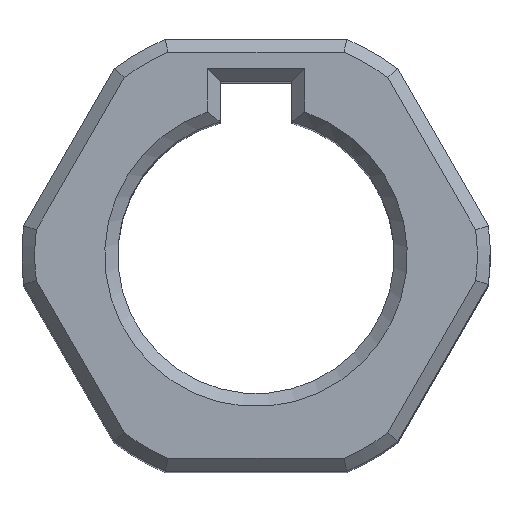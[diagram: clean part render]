
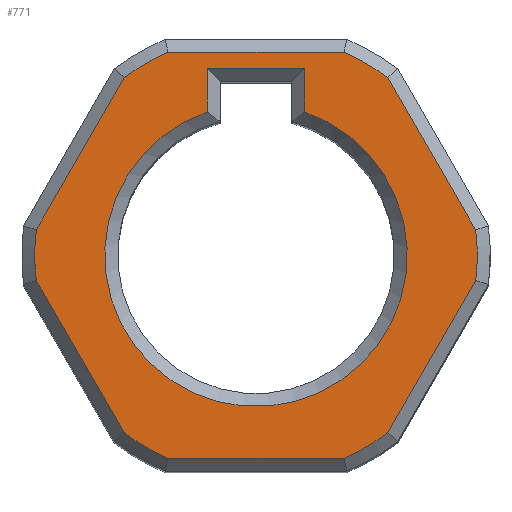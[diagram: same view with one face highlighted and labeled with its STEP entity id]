
A CAD part, top view. The second image highlights one B-rep face of the part: STEP entity #771.
In plain terms, the highlighted planar face has unit normal (0, 0, 1).
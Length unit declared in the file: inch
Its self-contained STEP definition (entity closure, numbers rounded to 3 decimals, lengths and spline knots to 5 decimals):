
#20=FACE_BOUND('',#128,.T.);
#76=FACE_OUTER_BOUND('',#127,.T.);
#127=EDGE_LOOP('',(#632,#633,#634,#635,#636,#637,#638,#639,#640,#641,#642,
#643));
#128=EDGE_LOOP('',(#644,#645,#646,#647));
#174=CIRCLE('',#858,0.25508);
#177=CIRCLE('',#863,0.25508);
#180=CIRCLE('',#868,0.25508);
#185=CIRCLE('',#875,0.25508);
#189=CIRCLE('',#881,0.25508);
#192=CIRCLE('',#886,0.25508);
#193=CIRCLE('',#891,0.17445);
#221=LINE('',#1294,#277);
#222=LINE('',#1303,#278);
#223=LINE('',#1311,#279);
#225=LINE('',#1323,#281);
#228=LINE('',#1337,#284);
#229=LINE('',#1346,#285);
#233=LINE('',#1359,#289);
#234=LINE('',#1361,#290);
#235=LINE('',#1364,#291);
#277=VECTOR('',#1036,0.3937);
#278=VECTOR('',#1049,0.3937);
#279=VECTOR('',#1060,0.3937);
#281=VECTOR('',#1074,0.3937);
#284=VECTOR('',#1089,0.3937);
#285=VECTOR('',#1102,0.3937);
#289=VECTOR('',#1120,0.3937);
#290=VECTOR('',#1121,0.3937);
#291=VECTOR('',#1124,0.3937);
#343=VERTEX_POINT('',#1292);
#344=VERTEX_POINT('',#1293);
#345=VERTEX_POINT('',#1298);
#346=VERTEX_POINT('',#1302);
#347=VERTEX_POINT('',#1306);
#348=VERTEX_POINT('',#1310);
#350=VERTEX_POINT('',#1316);
#352=VERTEX_POINT('',#1322);
#355=VERTEX_POINT('',#1330);
#357=VERTEX_POINT('',#1336);
#358=VERTEX_POINT('',#1341);
#359=VERTEX_POINT('',#1345);
#360=VERTEX_POINT('',#1357);
#361=VERTEX_POINT('',#1358);
#362=VERTEX_POINT('',#1360);
#363=VERTEX_POINT('',#1362);
#425=EDGE_CURVE('',#343,#344,#221,.T.);
#428=EDGE_CURVE('',#344,#345,#174,.T.);
#430=EDGE_CURVE('',#345,#346,#222,.T.);
#432=EDGE_CURVE('',#346,#347,#177,.T.);
#434=EDGE_CURVE('',#347,#348,#223,.T.);
#437=EDGE_CURVE('',#348,#350,#180,.T.);
#440=EDGE_CURVE('',#350,#352,#225,.T.);
#444=EDGE_CURVE('',#352,#355,#185,.T.);
#447=EDGE_CURVE('',#355,#357,#228,.T.);
#450=EDGE_CURVE('',#357,#358,#189,.T.);
#452=EDGE_CURVE('',#358,#359,#229,.T.);
#454=EDGE_CURVE('',#359,#343,#192,.T.);
#458=EDGE_CURVE('',#360,#361,#233,.T.);
#459=EDGE_CURVE('',#362,#360,#234,.T.);
#460=EDGE_CURVE('',#363,#362,#193,.T.);
#461=EDGE_CURVE('',#361,#363,#235,.T.);
#632=ORIENTED_EDGE('',*,*,#425,.F.);
#633=ORIENTED_EDGE('',*,*,#454,.F.);
#634=ORIENTED_EDGE('',*,*,#452,.F.);
#635=ORIENTED_EDGE('',*,*,#450,.F.);
#636=ORIENTED_EDGE('',*,*,#447,.F.);
#637=ORIENTED_EDGE('',*,*,#444,.F.);
#638=ORIENTED_EDGE('',*,*,#440,.F.);
#639=ORIENTED_EDGE('',*,*,#437,.F.);
#640=ORIENTED_EDGE('',*,*,#434,.F.);
#641=ORIENTED_EDGE('',*,*,#432,.F.);
#642=ORIENTED_EDGE('',*,*,#430,.F.);
#643=ORIENTED_EDGE('',*,*,#428,.F.);
#644=ORIENTED_EDGE('',*,*,#458,.F.);
#645=ORIENTED_EDGE('',*,*,#459,.F.);
#646=ORIENTED_EDGE('',*,*,#460,.F.);
#647=ORIENTED_EDGE('',*,*,#461,.F.);
#725=PLANE('',#890);
#771=ADVANCED_FACE('',(#76,#20),#725,.T.);
#858=AXIS2_PLACEMENT_3D('',#1299,#1043,#1044);
#863=AXIS2_PLACEMENT_3D('',#1307,#1054,#1055);
#868=AXIS2_PLACEMENT_3D('',#1317,#1066,#1067);
#875=AXIS2_PLACEMENT_3D('',#1331,#1082,#1083);
#881=AXIS2_PLACEMENT_3D('',#1342,#1096,#1097);
#886=AXIS2_PLACEMENT_3D('',#1349,#1107,#1108);
#890=AXIS2_PLACEMENT_3D('',#1356,#1118,#1119);
#891=AXIS2_PLACEMENT_3D('',#1363,#1122,#1123);
#1036=DIRECTION('',(-0.5,-0.866,0.));
#1043=DIRECTION('center_axis',(0.,0.,-1.));
#1044=DIRECTION('ref_axis',(1.,0.,0.));
#1049=DIRECTION('',(-1.,0.,0.));
#1054=DIRECTION('center_axis',(0.,0.,-1.));
#1055=DIRECTION('ref_axis',(-1.,0.,0.));
#1060=DIRECTION('',(-0.5,0.866,0.));
#1066=DIRECTION('center_axis',(0.,0.,-1.));
#1067=DIRECTION('ref_axis',(-1.,0.,0.));
#1074=DIRECTION('',(0.5,0.866,0.));
#1082=DIRECTION('center_axis',(0.,0.,-1.));
#1083=DIRECTION('ref_axis',(-1.,0.,0.));
#1089=DIRECTION('',(1.,0.,0.));
#1096=DIRECTION('center_axis',(0.,0.,-1.));
#1097=DIRECTION('ref_axis',(1.,0.,0.));
#1102=DIRECTION('',(0.5,-0.866,0.));
#1107=DIRECTION('center_axis',(0.,0.,-1.));
#1108=DIRECTION('ref_axis',(1.,0.,0.));
#1118=DIRECTION('center_axis',(0.,0.,1.));
#1119=DIRECTION('ref_axis',(1.,0.,0.));
#1120=DIRECTION('',(-1.,0.,0.));
#1121=DIRECTION('',(0.,1.,0.));
#1122=DIRECTION('center_axis',(0.,0.,1.));
#1123=DIRECTION('ref_axis',(0.259,-0.966,0.));
#1124=DIRECTION('',(0.,-1.,0.));
#1292=CARTESIAN_POINT('',(0.25342,-0.02907,1.));
#1293=CARTESIAN_POINT('',(0.15188,-0.20493,1.));
#1294=CARTESIAN_POINT('',(0.16671,-0.17925,1.));
#1298=CARTESIAN_POINT('',(0.10153,-0.234,1.));
#1299=CARTESIAN_POINT('Origin',(0.,0.,1.));
#1302=CARTESIAN_POINT('',(-0.10153,-0.234,1.));
#1303=CARTESIAN_POINT('',(-0.07188,-0.234,1.));
#1306=CARTESIAN_POINT('',(-0.15188,-0.20493,1.));
#1307=CARTESIAN_POINT('Origin',(0.,0.,1.));
#1310=CARTESIAN_POINT('',(-0.25342,-0.02907,1.));
#1311=CARTESIAN_POINT('',(-0.23859,-0.05475,1.));
#1316=CARTESIAN_POINT('',(-0.25342,0.02907,1.));
#1317=CARTESIAN_POINT('Origin',(0.,0.,1.));
#1322=CARTESIAN_POINT('',(-0.15188,0.20493,1.));
#1323=CARTESIAN_POINT('',(-0.16671,0.17925,1.));
#1330=CARTESIAN_POINT('',(-0.10153,0.234,1.));
#1331=CARTESIAN_POINT('Origin',(0.,0.,1.));
#1336=CARTESIAN_POINT('',(0.10153,0.234,1.));
#1337=CARTESIAN_POINT('',(0.07188,0.234,1.));
#1341=CARTESIAN_POINT('',(0.15188,0.20493,1.));
#1342=CARTESIAN_POINT('Origin',(0.,0.,1.));
#1345=CARTESIAN_POINT('',(0.25342,0.02907,1.));
#1346=CARTESIAN_POINT('',(0.23859,0.05475,1.));
#1349=CARTESIAN_POINT('Origin',(0.,0.,1.));
#1356=CARTESIAN_POINT('Origin',(0.,0.,
1.));
#1357=CARTESIAN_POINT('',(0.05634,0.215,1.));
#1358=CARTESIAN_POINT('',(-0.05634,0.215,1.));
#1359=CARTESIAN_POINT('',(-0.02067,0.215,1.));
#1360=CARTESIAN_POINT('',(0.05634,0.1651,1.));
#1361=CARTESIAN_POINT('',(0.05634,0.1,1.));
#1362=CARTESIAN_POINT('',(-0.05634,0.1651,1.));
#1363=CARTESIAN_POINT('Origin',(0.,0.,1.));
#1364=CARTESIAN_POINT('',(-0.05634,0.077,1.));
